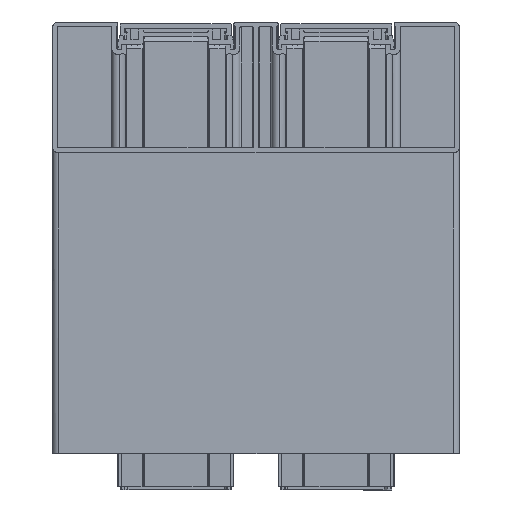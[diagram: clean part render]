
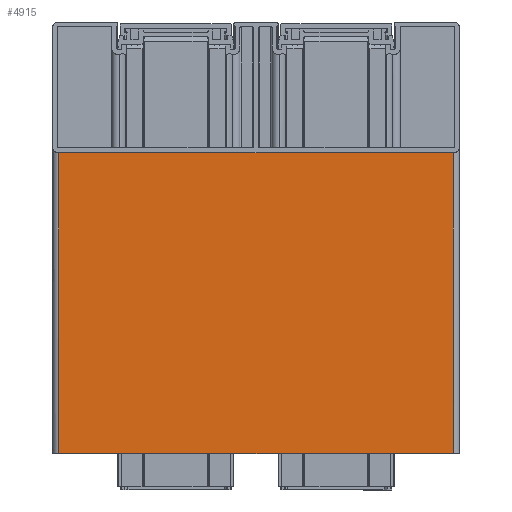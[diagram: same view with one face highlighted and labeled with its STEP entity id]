
A CAD part, front view. The second image highlights one B-rep face of the part: STEP entity #4915.
In plain terms, the highlighted planar face has unit normal (0, -1, 0).
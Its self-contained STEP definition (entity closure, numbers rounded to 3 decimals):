
#459 = DIRECTION ( 'NONE',  ( 0., 0., 1. ) ) ;
#693 = ORIENTED_EDGE ( 'NONE', *, *, #5229, .T. ) ;
#1035 = VERTEX_POINT ( 'NONE', #1083 ) ;
#1083 = CARTESIAN_POINT ( 'NONE',  ( -80., -53., 122. ) ) ;
#1190 = VECTOR ( 'NONE', #2574, 1000. ) ;
#1384 = VERTEX_POINT ( 'NONE', #4888 ) ;
#1593 = DIRECTION ( 'NONE',  ( 0., 0., 1. ) ) ;
#1893 = CARTESIAN_POINT ( 'NONE',  ( 82.5, -53., 0. ) ) ;
#1946 = VERTEX_POINT ( 'NONE', #4351 ) ;
#2492 = LINE ( 'NONE', #3402, #4430 ) ;
#2574 = DIRECTION ( 'NONE',  ( -1., 0., 0. ) ) ;
#2757 = VERTEX_POINT ( 'NONE', #3906 ) ;
#2861 = LINE ( 'NONE', #3092, #6142 ) ;
#3079 = EDGE_CURVE ( 'NONE', #2757, #1384, #3558, .T. ) ;
#3092 = CARTESIAN_POINT ( 'NONE',  ( 80., -53., 1000. ) ) ;
#3186 = ORIENTED_EDGE ( 'NONE', *, *, #3079, .F. ) ;
#3327 = FACE_OUTER_BOUND ( 'NONE', #3415, .T. ) ;
#3402 = CARTESIAN_POINT ( 'NONE',  ( 82.5, -53., 122. ) ) ;
#3415 = EDGE_LOOP ( 'NONE', ( #5225, #4912, #693, #3186 ) ) ;
#3456 = LINE ( 'NONE', #4796, #4508 ) ;
#3558 = LINE ( 'NONE', #1893, #1190 ) ;
#3852 = DIRECTION ( 'NONE',  ( -1., 0., 0. ) ) ;
#3889 = DIRECTION ( 'NONE',  ( 0., 0., -1. ) ) ;
#3906 = CARTESIAN_POINT ( 'NONE',  ( 80., -53., 0. ) ) ;
#3996 = CARTESIAN_POINT ( 'NONE',  ( 0., -53., 1000. ) ) ;
#4080 = EDGE_CURVE ( 'NONE', #2757, #1946, #2861, .T. ) ;
#4253 = AXIS2_PLACEMENT_3D ( 'NONE', #3996, #5079, #459 ) ;
#4259 = PLANE ( 'NONE',  #4253 ) ;
#4351 = CARTESIAN_POINT ( 'NONE',  ( 80., -53., 122. ) ) ;
#4430 = VECTOR ( 'NONE', #3852, 1000. ) ;
#4508 = VECTOR ( 'NONE', #3889, 1000. ) ;
#4796 = CARTESIAN_POINT ( 'NONE',  ( -80., -53., 1000. ) ) ;
#4888 = CARTESIAN_POINT ( 'NONE',  ( -80., -53., 0. ) ) ;
#4912 = ORIENTED_EDGE ( 'NONE', *, *, #5152, .T. ) ;
#4915 = ADVANCED_FACE ( 'NONE', ( #3327 ), #4259, .F. ) ;
#5079 = DIRECTION ( 'NONE',  ( 0., 1., 0. ) ) ;
#5152 = EDGE_CURVE ( 'NONE', #1946, #1035, #2492, .T. ) ;
#5225 = ORIENTED_EDGE ( 'NONE', *, *, #4080, .T. ) ;
#5229 = EDGE_CURVE ( 'NONE', #1035, #1384, #3456, .T. ) ;
#6142 = VECTOR ( 'NONE', #1593, 1000. ) ;
